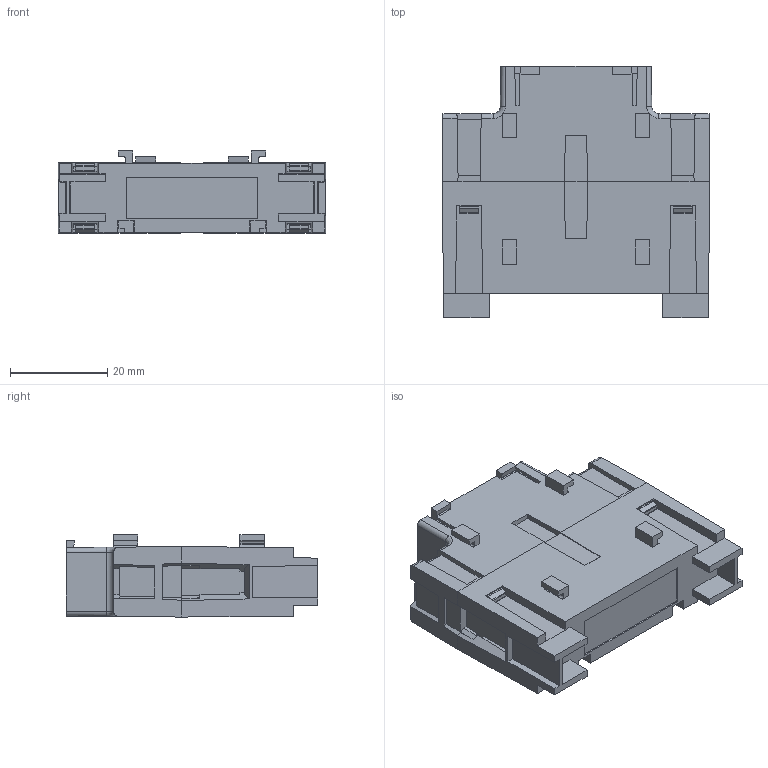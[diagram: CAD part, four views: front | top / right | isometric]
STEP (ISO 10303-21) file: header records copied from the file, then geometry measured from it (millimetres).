
FILE_DESCRIPTION (( 'STEP AP214' ), '1' );
FILE_NAME ('PE1-V.step', '2020-05-11T19:14:15', ( '' ), ( '' ), 'SwSTEP 2.0', 'SolidWorks 2019', '' );
FILE_SCHEMA (( 'AUTOMOTIVE_DESIGN' ));
Length unit declared in the file: inch
Products named in the file (2): PE1-V
Bounding box: 55 x 51.75 x 16.9 mm (x, y, z)
Volume: 30930.8 mm3; surface area: 11328.3 mm2
Topology: 1 solids, 1 shells, 504 faces, 1443 edges, 935 vertices
Faces by surface type: plane 464, cylinder 32, bspline 4, cone 4
Entity records: 16537 total; most frequent: CARTESIAN_POINT 3485, ORIENTED_EDGE 2886, DIRECTION 2393, EDGE_CURVE 1443, LINE 1357, VECTOR 1357, VERTEX_POINT 935, AXIS2_PLACEMENT_3D 518
